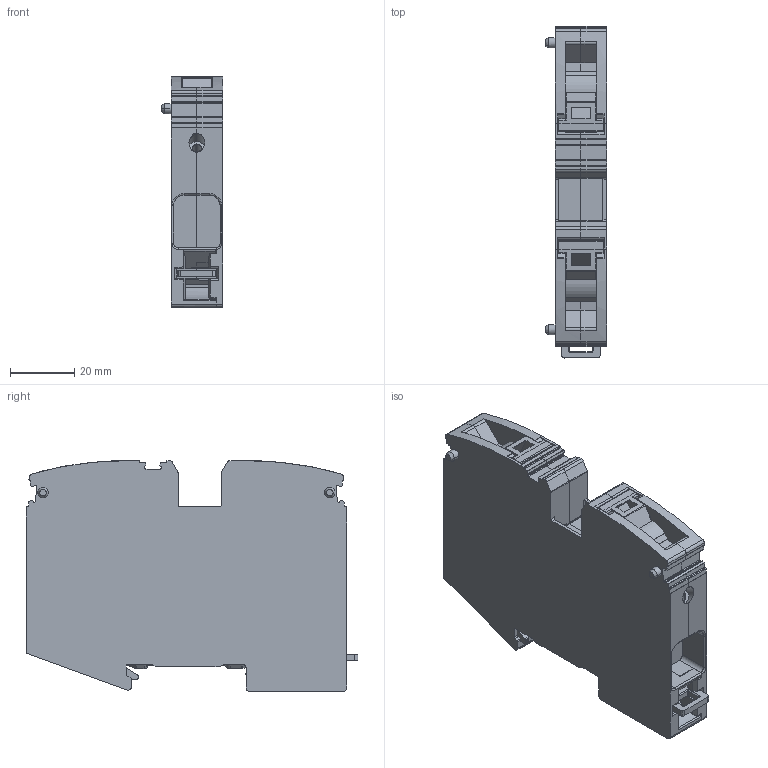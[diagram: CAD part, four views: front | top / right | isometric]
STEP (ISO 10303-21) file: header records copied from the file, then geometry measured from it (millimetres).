
FILE_DESCRIPTION(('CATIA V5R20 STEP214','CAx-IF Rec.Pracs.--- Model Styling and Organization---1.4--- 2014-01-23'),'2;1');
FILE_NAME ('407314-1_1', '2019-02-01T05:07:32+00:00', ('Weidmueller Interface'), ('Weidmueller'), 'CATIA Version 5-6 Release 2016 SP3 HF44', 'CATIA V5 STEP AP214', 'none');
FILE_SCHEMA(('AUTOMOTIVE_DESIGN { 1 0 10303 214 1 1 1 1 }'));
Length unit declared in the file: millimetre
Products named in the file (1): 2551520000
Bounding box: 19 x 102.92 x 71.5 mm (x, y, z)
Volume: 95175 mm3; surface area: 38860 mm2
Topology: 8 solids, 8 shells, 940 faces, 2723 edges, 1801 vertices
Faces by surface type: plane 475, cylinder 395, cone 30, bspline 18, torus 12, extrusion 6, sphere 4
Entity records: 31616 total; most frequent: CARTESIAN_POINT 7808, ORIENTED_EDGE 5438, DIRECTION 4097, EDGE_CURVE 2719, VERTEX_POINT 1801, VECTOR 1731, LINE 1725, AXIS2_PLACEMENT_3D 1531
